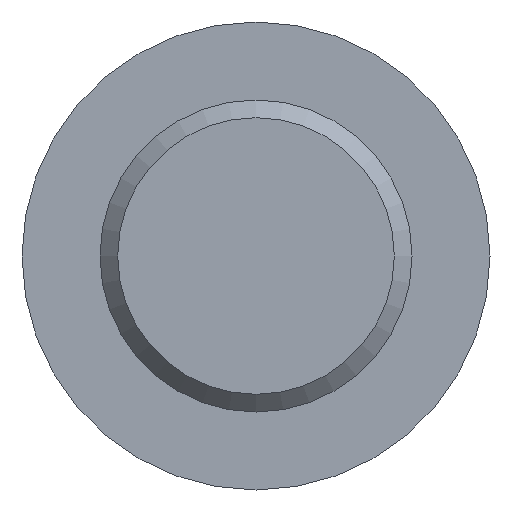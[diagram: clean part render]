
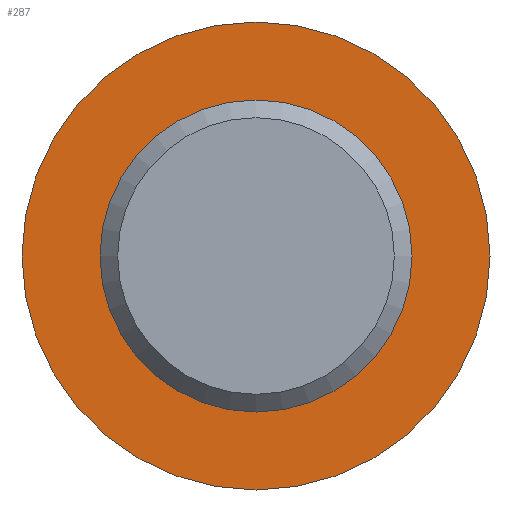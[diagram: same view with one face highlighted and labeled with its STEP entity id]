
A CAD part, front view. The second image highlights one B-rep face of the part: STEP entity #287.
In plain terms, the highlighted planar face has unit normal (0, -1, 0).
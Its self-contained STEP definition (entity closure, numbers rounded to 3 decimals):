
#7 = FACE_OUTER_BOUND ( 'NONE', #127, .T. ) ;
#52 = DIRECTION ( 'NONE',  ( 0., 1., 0. ) ) ;
#61 = DIRECTION ( 'NONE',  ( 0., -1., 0. ) ) ;
#70 = AXIS2_PLACEMENT_3D ( 'NONE', #148, #403, #275 ) ;
#108 = DIRECTION ( 'NONE',  ( 0., 0., 1. ) ) ;
#127 = EDGE_LOOP ( 'NONE', ( #156 ) ) ;
#128 = CARTESIAN_POINT ( 'NONE',  ( 0., 170., -11. ) ) ;
#148 = CARTESIAN_POINT ( 'NONE',  ( 0., 170., 0. ) ) ;
#156 = ORIENTED_EDGE ( 'NONE', *, *, #304, .T. ) ;
#176 = CARTESIAN_POINT ( 'NONE',  ( 0., 170., -16.5 ) ) ;
#181 = CIRCLE ( 'NONE', #259, 11. ) ;
#208 = CIRCLE ( 'NONE', #70, 16.5 ) ;
#224 = FACE_BOUND ( 'NONE', #412, .T. ) ;
#259 = AXIS2_PLACEMENT_3D ( 'NONE', #481, #61, #399 ) ;
#275 = DIRECTION ( 'NONE',  ( 0., 0., -1. ) ) ;
#287 = ADVANCED_FACE ( 'NONE', ( #224, #7 ), #386, .F. ) ;
#304 = EDGE_CURVE ( 'NONE', #338, #338, #208, .T. ) ;
#337 = ORIENTED_EDGE ( 'NONE', *, *, #368, .F. ) ;
#338 = VERTEX_POINT ( 'NONE', #176 ) ;
#348 = CARTESIAN_POINT ( 'NONE',  ( -11., 170., 0. ) ) ;
#368 = EDGE_CURVE ( 'NONE', #421, #421, #181, .T. ) ;
#386 = PLANE ( 'NONE',  #439 ) ;
#399 = DIRECTION ( 'NONE',  ( 0., 0., -1. ) ) ;
#403 = DIRECTION ( 'NONE',  ( 0., -1., 0. ) ) ;
#412 = EDGE_LOOP ( 'NONE', ( #337 ) ) ;
#421 = VERTEX_POINT ( 'NONE', #128 ) ;
#439 = AXIS2_PLACEMENT_3D ( 'NONE', #348, #52, #108 ) ;
#481 = CARTESIAN_POINT ( 'NONE',  ( 0., 170., 0. ) ) ;
